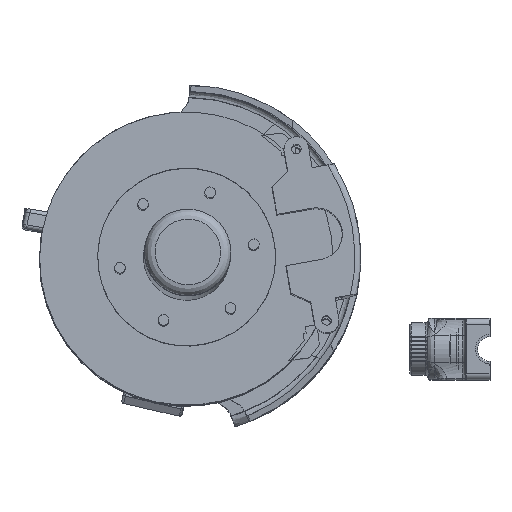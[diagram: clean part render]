
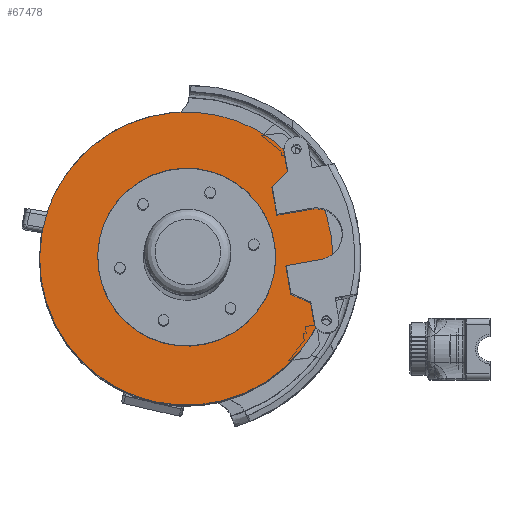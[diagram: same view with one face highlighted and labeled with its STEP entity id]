
A CAD part, left-side view. The second image highlights one B-rep face of the part: STEP entity #67478.
In plain terms, the highlighted free-form (B-spline) face has degree [1, 1] with [2, 2] control points.
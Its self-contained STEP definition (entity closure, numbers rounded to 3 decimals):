
#67033 = VERTEX_POINT('',#67034);
#67034 = CARTESIAN_POINT('',(-843.253,-173.379,
    7.046));
#67039 = EDGE_CURVE('',#67040,#67033,#67042,.T.);
#67040 = VERTEX_POINT('',#67041);
#67041 = CARTESIAN_POINT('',(-841.515,143.507,
    122.344));
#67042 = ( BOUNDED_CURVE() B_SPLINE_CURVE(2,(#67043,#67044,#67045,#67046
,#67047),.UNSPECIFIED.,.F.,.F.) B_SPLINE_CURVE_WITH_KNOTS((3,2,3),(0.,
1.571,3.142),.UNSPECIFIED.) CURVE() 
GEOMETRIC_REPRESENTATION_ITEM() RATIONAL_B_SPLINE_CURVE((1.,
0.707,1.,0.707,1.)) REPRESENTATION_ITEM('') );
#67043 = CARTESIAN_POINT('',(-841.515,143.507,
    122.344));
#67044 = CARTESIAN_POINT('',(-848.591,201.141,
    -35.949));
#67045 = CARTESIAN_POINT('',(-849.459,42.698,
    -93.599));
#67046 = CARTESIAN_POINT('',(-850.328,-115.746,
    -151.248));
#67047 = CARTESIAN_POINT('',(-843.253,-173.379,
    7.046));
#67049 = EDGE_CURVE('',#67033,#67040,#67050,.T.);
#67050 = ( BOUNDED_CURVE() B_SPLINE_CURVE(2,(#67051,#67052,#67053,#67054
,#67055),.UNSPECIFIED.,.F.,.F.) B_SPLINE_CURVE_WITH_KNOTS((3,2,3),(
    3.142,4.712,6.283),
.PIECEWISE_BEZIER_KNOTS.) CURVE() GEOMETRIC_REPRESENTATION_ITEM() 
RATIONAL_B_SPLINE_CURVE((1.,0.707,1.,0.707,1.)) 
REPRESENTATION_ITEM('') );
#67051 = CARTESIAN_POINT('',(-843.253,-173.379,
    7.046));
#67052 = CARTESIAN_POINT('',(-836.177,-231.013,
    165.339));
#67053 = CARTESIAN_POINT('',(-835.309,-72.569,
    222.988));
#67054 = CARTESIAN_POINT('',(-834.44,85.874,
    280.638));
#67055 = CARTESIAN_POINT('',(-841.515,143.507,
    122.344));
#67432 = EDGE_CURVE('',#67433,#67435,#67437,.T.);
#67433 = VERTEX_POINT('',#67434);
#67434 = CARTESIAN_POINT('',(-841.887,75.794,
    97.707));
#67435 = VERTEX_POINT('',#67436);
#67436 = CARTESIAN_POINT('',(-842.882,-105.666,
    31.683));
#67437 = ( BOUNDED_CURVE() B_SPLINE_CURVE(2,(#67438,#67439,#67440,#67441
,#67442),.UNSPECIFIED.,.F.,.F.) B_SPLINE_CURVE_WITH_KNOTS((3,2,3),(0.,
1.571,3.142),.UNSPECIFIED.) CURVE() 
GEOMETRIC_REPRESENTATION_ITEM() RATIONAL_B_SPLINE_CURVE((1.,
0.707,1.,0.707,1.)) REPRESENTATION_ITEM('') );
#67438 = CARTESIAN_POINT('',(-841.887,75.794,
    97.707));
#67439 = CARTESIAN_POINT('',(-845.938,108.796,
    7.063));
#67440 = CARTESIAN_POINT('',(-846.436,18.067,
    -25.949));
#67441 = CARTESIAN_POINT('',(-846.933,-72.663,
    -58.961));
#67442 = CARTESIAN_POINT('',(-842.882,-105.666,
    31.683));
#67452 = EDGE_CURVE('',#67435,#67433,#67453,.T.);
#67453 = ( BOUNDED_CURVE() B_SPLINE_CURVE(2,(#67454,#67455,#67456,#67457
,#67458),.UNSPECIFIED.,.F.,.F.) B_SPLINE_CURVE_WITH_KNOTS((3,2,3),(
    3.142,4.712,6.283),
.PIECEWISE_BEZIER_KNOTS.) CURVE() GEOMETRIC_REPRESENTATION_ITEM() 
RATIONAL_B_SPLINE_CURVE((1.,0.707,1.,0.707,1.)) 
REPRESENTATION_ITEM('') );
#67454 = CARTESIAN_POINT('',(-842.882,-105.666,
    31.683));
#67455 = CARTESIAN_POINT('',(-838.83,-138.668,
    122.327));
#67456 = CARTESIAN_POINT('',(-838.332,-47.939,
    155.339));
#67457 = CARTESIAN_POINT('',(-837.835,42.791,
    188.35));
#67458 = CARTESIAN_POINT('',(-841.887,75.794,
    97.707));
#67478 = ADVANCED_FACE('',(#67479,#67483),#67487,.T.);
#67479 = FACE_BOUND('',#67480,.T.);
#67480 = EDGE_LOOP('',(#67481,#67482));
#67481 = ORIENTED_EDGE('',*,*,#67039,.T.);
#67482 = ORIENTED_EDGE('',*,*,#67049,.T.);
#67483 = FACE_BOUND('',#67484,.T.);
#67484 = EDGE_LOOP('',(#67485,#67486));
#67485 = ORIENTED_EDGE('',*,*,#67432,.F.);
#67486 = ORIENTED_EDGE('',*,*,#67452,.F.);
#67487 = B_SPLINE_SURFACE_WITH_KNOTS('',1,1,(
    (#67488,#67489)
    ,(#67490,#67491
    )),.UNSPECIFIED.,.F.,.F.,.F.,(2,2),(2,2),(-15.082,15.082),(
    -23.718,6.446),.PIECEWISE_BEZIER_KNOTS.);
#67488 = CARTESIAN_POINT('',(-836.177,-231.027,
    165.346));
#67489 = CARTESIAN_POINT('',(-850.329,-115.753,
    -151.262));
#67490 = CARTESIAN_POINT('',(-834.439,85.881,
    280.652));
#67491 = CARTESIAN_POINT('',(-848.591,201.155,
    -35.956));
